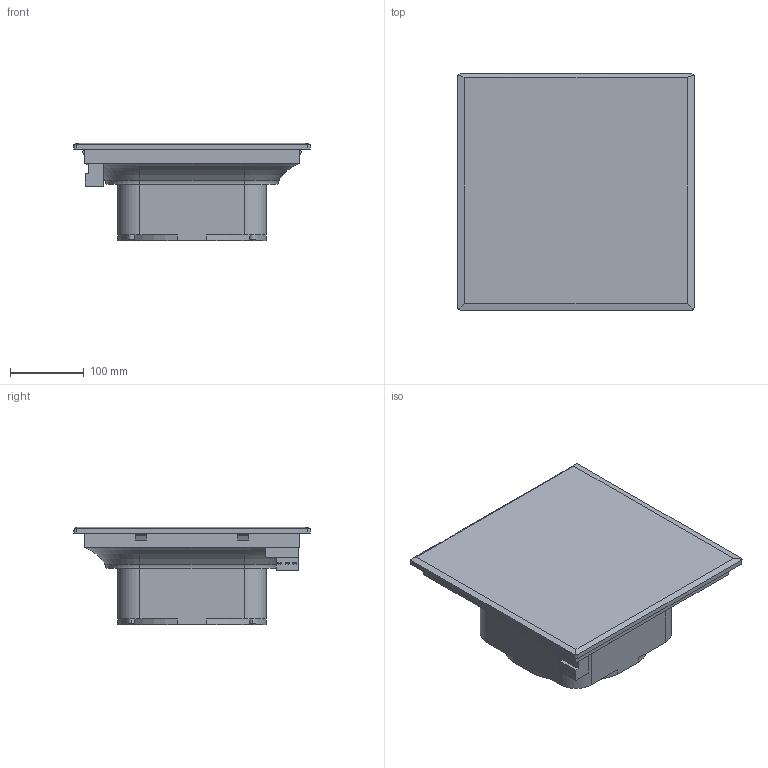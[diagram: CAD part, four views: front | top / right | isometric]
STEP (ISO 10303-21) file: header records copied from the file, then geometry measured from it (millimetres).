
FILE_DESCRIPTION (( 'STEP AP214' ), '1' );
FILE_NAME ('YVR10-480-55.STEP', '2024-06-06T12:50:11', ( '' ), ( '' ), 'SwSTEP 2.0', 'SolidWorks 2022', '' );
FILE_SCHEMA (( 'AUTOMOTIVE_DESIGN' ));
Length unit declared in the file: millimetre
Products named in the file (1): YVR10-480-55
Bounding box: 320 x 320 x 132.5 mm (x, y, z)
Volume: 7212945.3 mm3; surface area: 309225.3 mm2
Topology: 1 solids, 1 shells, 137 faces, 315 edges, 204 vertices
Faces by surface type: plane 70, cylinder 58, torus 8, bspline 1
Entity records: 4088 total; most frequent: CARTESIAN_POINT 861, DIRECTION 698, ORIENTED_EDGE 630, EDGE_CURVE 315, AXIS2_PLACEMENT_3D 260, VERTEX_POINT 204, VECTOR 178, LINE 178
